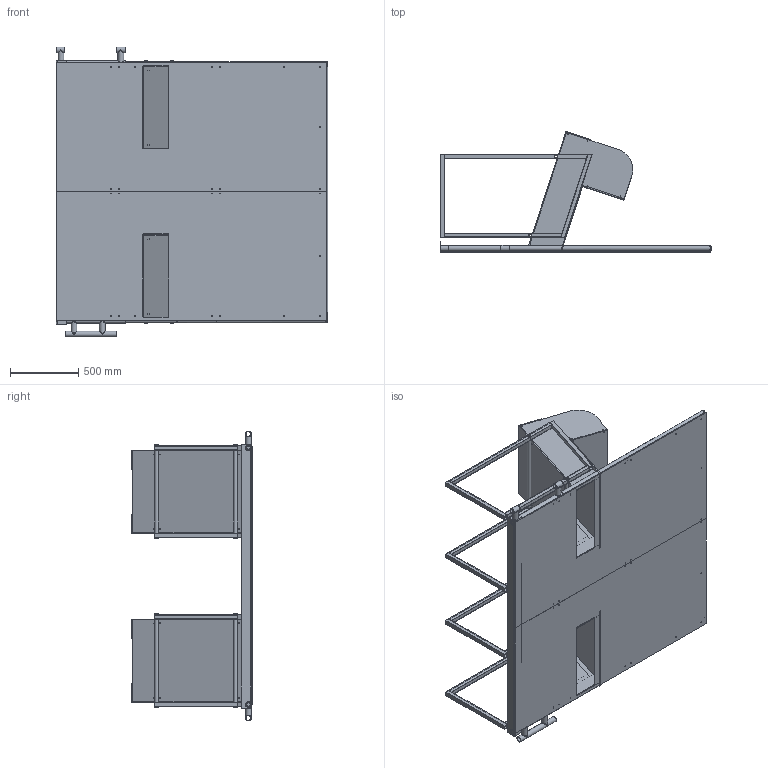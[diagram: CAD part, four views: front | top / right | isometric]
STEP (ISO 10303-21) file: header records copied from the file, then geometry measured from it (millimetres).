
FILE_DESCRIPTION(/* description */ (''),/* implementation_level */ '2;1');
FILE_NAME(/* name */ 'GE-17303_ASM_113_ASM_RED.stp',/* time_stamp */ '2017-01-08T13:45:12-05:00',/* author */ ('jeff1'),/* organization */ (''),/* preprocessor_version */ 'ST-DEVELOPER v16.5',/* originating_system */ 'Autodesk Inventor 2017',/* authorisation */ '');
FILE_SCHEMA (('AUTOMOTIVE_DESIGN { 1 0 10303 214 3 1 1 }'));
Length unit declared in the file: inch
Products named in the file (30): GE-17303_ASM_113_ASM_RED; GE-17330_ASM_8_ASM; GE-17330-1_6; GE-17330-2_3; GE-17330-4_3; GE-17330-3_4; GE-17330-5_6; GE-17330-6_3; GE-17304_ASM_21_ASM; GE-17304-1_3; GE-17304-3_4; GE-17304-4_3; GE-17234-0_ASM_20_ASM; GE-17234-1_4; GE-17234-2_4; GE-17234-3_3; GE-17236_19; GE-17230_44; GE-17363_ASM_28_ASM_RED; GE-17276_5; GE-17275_ASM_8_ASM; GE-17275-01_4; GE-17275-02_8; GE-17275-03_9; GE-17275-04_3; GE-17362_16_RED; GE-17278_16; GE-17279_7; GE-17280_5; GE-17277_9
Assembly tree (40 placements, depth 4):
  GE-17303_ASM_113_ASM_RED
    GE-17330_ASM_8_ASM
      GE-17330-1_6
      GE-17330-2_3  x2
      GE-17330-3_4  x4
      GE-17330-4_3
      GE-17330-5_6  x2
      GE-17330-6_3
    GE-17304_ASM_21_ASM
      GE-17304-1_3
      GE-17304-3_4
      GE-17304-4_3
    GE-17234-0_ASM_20_ASM
      GE-17234-1_4
      GE-17234-2_4
      GE-17234-3_3
    GE-17236_19  x2
    GE-17230_44  x2
    GE-17363_ASM_28_ASM_RED  x2
      GE-17275_ASM_8_ASM
        GE-17275-01_4
        GE-17275-02_8
        GE-17275-03_9
        GE-17275-04_3
      GE-17276_5
      GE-17362_16_RED
      GE-17278_16
      GE-17279_7
      GE-17280_5
      GE-17277_9
Bounding box: 1988.74 x 883.63 x 2121.79 mm (x, y, z)
Volume: 55922611 mm3; surface area: 20929699.3 mm2
Topology: 53 solids, 53 shells, 508 faces, 1240 edges, 838 vertices
Faces by surface type: plane 312, cylinder 196
Full cylindrical faces by diameter (mm): 6.731 x106, 19.05 x4, 22.225 x16, 25.4 x4, 26.137 x6, 33.401 x6, 34.544 x12, 42.164 x12
Entity records: 7149 total; most frequent: CARTESIAN_POINT 1599, DIRECTION 1074, ORIENTED_EDGE 786, AXIS2_PLACEMENT_3D 423, EDGE_LOOP 400, EDGE_CURVE 393, VERTEX_POINT 309, LINE 228
